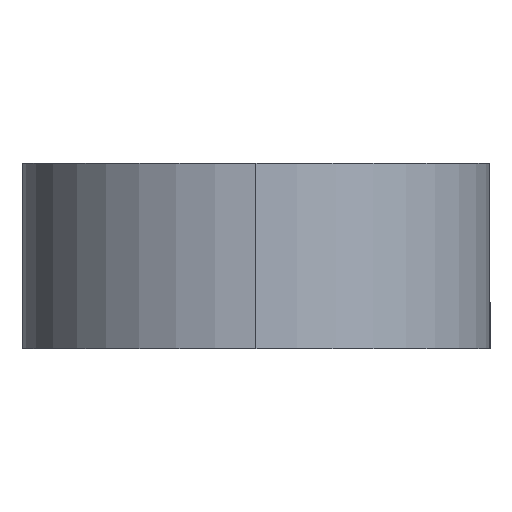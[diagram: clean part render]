
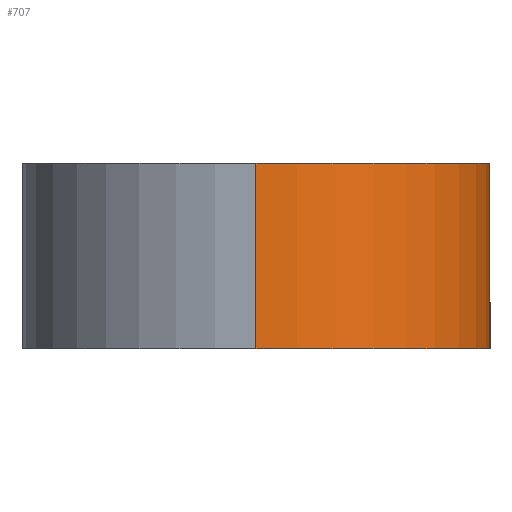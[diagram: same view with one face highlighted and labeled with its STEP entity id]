
A CAD part, left-side view. The second image highlights one B-rep face of the part: STEP entity #707.
In plain terms, the highlighted cylindrical face has radius 8 mm (diameter 16 mm), a partial arc.
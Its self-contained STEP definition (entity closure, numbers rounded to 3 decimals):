
#72 = ORIENTED_EDGE ( 'NONE', *, *, #1169, .T. ) ;
#132 = ORIENTED_EDGE ( 'NONE', *, *, #1663, .F. ) ;
#150 = DIRECTION ( 'NONE',  ( -1., 0., 0. ) ) ;
#154 = DIRECTION ( 'NONE',  ( 0., 0., 1. ) ) ;
#156 = CARTESIAN_POINT ( 'NONE',  ( 0., 0., 0. ) ) ;
#159 = ORIENTED_EDGE ( 'NONE', *, *, #1849, .T. ) ;
#208 = ORIENTED_EDGE ( 'NONE', *, *, #1906, .T. ) ;
#287 = DIRECTION ( 'NONE',  ( 0., 0., -1. ) ) ;
#388 = CARTESIAN_POINT ( 'NONE',  ( -8., 0., 6.35 ) ) ;
#450 = CARTESIAN_POINT ( 'NONE',  ( 0., -8., 0. ) ) ;
#523 = DIRECTION ( 'NONE',  ( -1., 0., 0. ) ) ;
#528 = DIRECTION ( 'NONE',  ( 0., 0., 1. ) ) ;
#540 = CARTESIAN_POINT ( 'NONE',  ( 0., 0., 6.35 ) ) ;
#596 = CARTESIAN_POINT ( 'NONE',  ( 0., 0., 6.35 ) ) ;
#611 = AXIS2_PLACEMENT_3D ( 'NONE', #156, #154, #150 ) ;
#640 = DIRECTION ( 'NONE',  ( 0., 0., -1. ) ) ;
#696 = DIRECTION ( 'NONE',  ( -1., 0., 0. ) ) ;
#707 = ADVANCED_FACE ( 'NONE', ( #813 ), #1692, .T. ) ;
#813 = FACE_OUTER_BOUND ( 'NONE', #1117, .T. ) ;
#823 = AXIS2_PLACEMENT_3D ( 'NONE', #540, #528, #523 ) ;
#1009 = CARTESIAN_POINT ( 'NONE',  ( 0., -8., 6.35 ) ) ;
#1074 = VERTEX_POINT ( 'NONE', #1828 ) ;
#1117 = EDGE_LOOP ( 'NONE', ( #132, #159, #208, #72 ) ) ;
#1154 = VERTEX_POINT ( 'NONE', #1757 ) ;
#1169 = EDGE_CURVE ( 'NONE', #1734, #2231, #2219, .T. ) ;
#1383 = CIRCLE ( 'NONE', #611, 8. ) ;
#1403 = VECTOR ( 'NONE', #287, 1000. ) ;
#1406 = LINE ( 'NONE', #388, #1403 ) ;
#1663 = EDGE_CURVE ( 'NONE', #1154, #2231, #1672, .T. ) ;
#1672 = CIRCLE ( 'NONE', #823, 8. ) ;
#1692 = CYLINDRICAL_SURFACE ( 'NONE', #1958, 8. ) ;
#1698 = DIRECTION ( 'NONE',  ( 0., 0., 1. ) ) ;
#1709 = CARTESIAN_POINT ( 'NONE',  ( 0., -8., 6.35 ) ) ;
#1734 = VERTEX_POINT ( 'NONE', #450 ) ;
#1757 = CARTESIAN_POINT ( 'NONE',  ( -8., 0., 6.35 ) ) ;
#1828 = CARTESIAN_POINT ( 'NONE',  ( -8., 0., 0. ) ) ;
#1849 = EDGE_CURVE ( 'NONE', #1154, #1074, #1406, .T. ) ;
#1906 = EDGE_CURVE ( 'NONE', #1074, #1734, #1383, .T. ) ;
#1958 = AXIS2_PLACEMENT_3D ( 'NONE', #596, #640, #696 ) ;
#2192 = VECTOR ( 'NONE', #1698, 1000. ) ;
#2219 = LINE ( 'NONE', #1709, #2192 ) ;
#2231 = VERTEX_POINT ( 'NONE', #1009 ) ;
